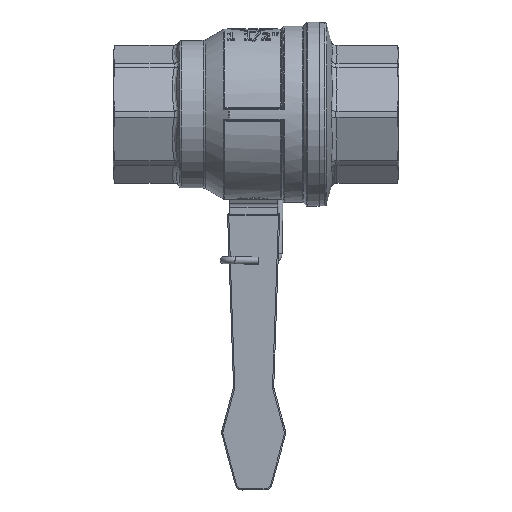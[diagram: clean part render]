
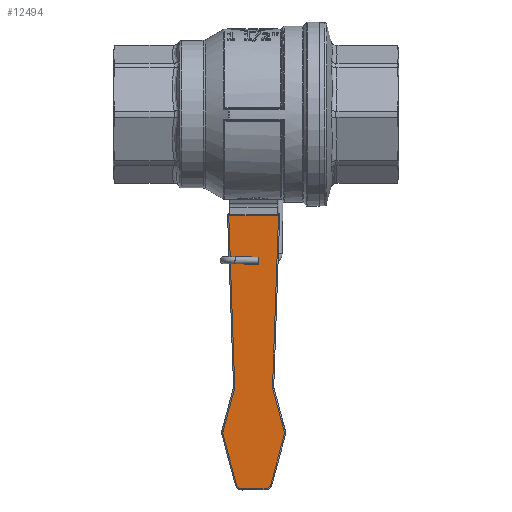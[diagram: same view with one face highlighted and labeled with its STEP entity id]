
A CAD part, front view. The second image highlights one B-rep face of the part: STEP entity #12494.
In plain terms, the highlighted planar face has unit normal (0, -0.999, -0.035).
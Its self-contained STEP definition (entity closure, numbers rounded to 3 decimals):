
#690=B_SPLINE_CURVE_WITH_KNOTS('',3,(#27261,#27262,#27263,#27264),
 .UNSPECIFIED.,.F.,.F.,(4,4),(0.465,0.502),
 .UNSPECIFIED.);
#691=B_SPLINE_CURVE_WITH_KNOTS('',3,(#27265,#27266,#27267,#27268,#27269,
#27270,#27271,#27272),.UNSPECIFIED.,.F.,.F.,(4,2,2,4),(0.502,
0.524,0.549,0.555),.UNSPECIFIED.);
#1188=PLANE('',#13430);
#1822=FACE_OUTER_BOUND('',#2555,.T.);
#2555=EDGE_LOOP('',(#10663,#10664,#10665,#10666,#10667,#10668,#10669,#10670,
#10671,#10672,#10673,#10674,#10675,#10676,#10677,#10678,#10679));
#3323=LINE('',#27016,#4087);
#3338=LINE('',#27119,#4102);
#3340=LINE('',#27131,#4104);
#3342=LINE('',#27143,#4106);
#3344=LINE('',#27155,#4108);
#3346=LINE('',#27167,#4110);
#3348=LINE('',#27179,#4112);
#3350=LINE('',#27208,#4114);
#3351=LINE('',#27210,#4115);
#4087=VECTOR('',#15762,10.);
#4102=VECTOR('',#15879,10.);
#4104=VECTOR('',#15893,10.);
#4106=VECTOR('',#15907,10.);
#4108=VECTOR('',#15921,10.);
#4110=VECTOR('',#15935,10.);
#4112=VECTOR('',#15949,10.);
#4114=VECTOR('',#15961,10.);
#4115=VECTOR('',#15964,10.);
#4478=CIRCLE('',#13384,1.507);
#4482=CIRCLE('',#13390,2.507);
#4486=CIRCLE('',#13396,2.509);
#4490=CIRCLE('',#13402,2.509);
#4494=CIRCLE('',#13408,2.507);
#4498=CIRCLE('',#13414,1.507);
#5551=VERTEX_POINT('',#26992);
#5553=VERTEX_POINT('',#27015);
#5555=VERTEX_POINT('',#27021);
#5575=VERTEX_POINT('',#27115);
#5577=VERTEX_POINT('',#27121);
#5579=VERTEX_POINT('',#27127);
#5581=VERTEX_POINT('',#27133);
#5583=VERTEX_POINT('',#27139);
#5585=VERTEX_POINT('',#27145);
#5587=VERTEX_POINT('',#27151);
#5589=VERTEX_POINT('',#27157);
#5591=VERTEX_POINT('',#27163);
#5593=VERTEX_POINT('',#27169);
#5595=VERTEX_POINT('',#27175);
#5597=VERTEX_POINT('',#27181);
#5600=VERTEX_POINT('',#27188);
#5603=VERTEX_POINT('',#27260);
#7217=EDGE_CURVE('',#5551,#5553,#3323,.T.);
#7263=EDGE_CURVE('',#5555,#5575,#3338,.T.);
#7266=EDGE_CURVE('',#5575,#5577,#4478,.T.);
#7269=EDGE_CURVE('',#5577,#5579,#3340,.T.);
#7272=EDGE_CURVE('',#5579,#5581,#4482,.T.);
#7275=EDGE_CURVE('',#5581,#5583,#3342,.T.);
#7278=EDGE_CURVE('',#5583,#5585,#4486,.T.);
#7281=EDGE_CURVE('',#5585,#5587,#3344,.T.);
#7284=EDGE_CURVE('',#5587,#5589,#4490,.T.);
#7287=EDGE_CURVE('',#5589,#5591,#3346,.T.);
#7290=EDGE_CURVE('',#5591,#5593,#4494,.T.);
#7293=EDGE_CURVE('',#5593,#5595,#3348,.T.);
#7296=EDGE_CURVE('',#5595,#5597,#4498,.T.);
#7299=EDGE_CURVE('',#5597,#5600,#3350,.T.);
#7300=EDGE_CURVE('',#5553,#5555,#3351,.T.);
#7318=EDGE_CURVE('',#5600,#5603,#690,.T.);
#7319=EDGE_CURVE('',#5603,#5551,#691,.T.);
#10663=ORIENTED_EDGE('',*,*,#7318,.F.);
#10664=ORIENTED_EDGE('',*,*,#7299,.F.);
#10665=ORIENTED_EDGE('',*,*,#7296,.F.);
#10666=ORIENTED_EDGE('',*,*,#7293,.F.);
#10667=ORIENTED_EDGE('',*,*,#7290,.F.);
#10668=ORIENTED_EDGE('',*,*,#7287,.F.);
#10669=ORIENTED_EDGE('',*,*,#7284,.F.);
#10670=ORIENTED_EDGE('',*,*,#7281,.F.);
#10671=ORIENTED_EDGE('',*,*,#7278,.F.);
#10672=ORIENTED_EDGE('',*,*,#7275,.F.);
#10673=ORIENTED_EDGE('',*,*,#7272,.F.);
#10674=ORIENTED_EDGE('',*,*,#7269,.F.);
#10675=ORIENTED_EDGE('',*,*,#7266,.F.);
#10676=ORIENTED_EDGE('',*,*,#7263,.F.);
#10677=ORIENTED_EDGE('',*,*,#7300,.F.);
#10678=ORIENTED_EDGE('',*,*,#7217,.F.);
#10679=ORIENTED_EDGE('',*,*,#7319,.F.);
#12494=ADVANCED_FACE('',(#1822),#1188,.F.);
#13384=AXIS2_PLACEMENT_3D('',#27125,#15886,#15887);
#13390=AXIS2_PLACEMENT_3D('',#27137,#15900,#15901);
#13396=AXIS2_PLACEMENT_3D('',#27149,#15914,#15915);
#13402=AXIS2_PLACEMENT_3D('',#27161,#15928,#15929);
#13408=AXIS2_PLACEMENT_3D('',#27173,#15942,#15943);
#13414=AXIS2_PLACEMENT_3D('',#27185,#15956,#15957);
#13430=AXIS2_PLACEMENT_3D('',#27259,#16004,#16005);
#15762=DIRECTION('',(-0.035,-0.035,0.999));
#15879=DIRECTION('',(-0.035,0.035,-0.999));
#15886=DIRECTION('center_axis',(0.,-0.999,
-0.035));
#15887=DIRECTION('ref_axis',(-0.994,0.004,-0.113));
#15893=DIRECTION('',(0.259,0.034,-0.965));
#15900=DIRECTION('center_axis',(0.,0.999,
0.035));
#15901=DIRECTION('ref_axis',(1.,0.,0.));
#15907=DIRECTION('',(-0.259,0.034,-0.965));
#15914=DIRECTION('center_axis',(0.,0.999,
0.035));
#15915=DIRECTION('ref_axis',(0.609,0.028,-0.793));
#15921=DIRECTION('',(-1.,0.,0.));
#15928=DIRECTION('center_axis',(0.,0.999,
0.035));
#15929=DIRECTION('ref_axis',(-0.609,0.028,-0.793));
#15935=DIRECTION('',(-0.259,-0.034,0.965));
#15942=DIRECTION('center_axis',(0.,0.999,
0.035));
#15943=DIRECTION('ref_axis',(-1.,0.,0.));
#15949=DIRECTION('',(0.259,-0.034,0.965));
#15956=DIRECTION('center_axis',(0.,-0.999,
-0.035));
#15957=DIRECTION('ref_axis',(0.994,0.004,-0.113));
#15961=DIRECTION('',(-0.035,-0.035,0.999));
#15964=DIRECTION('',(1.,0.,0.));
#16004=DIRECTION('center_axis',(0.,0.999,
0.035));
#16005=DIRECTION('ref_axis',(0.,0.035,-0.999));
#26992=CARTESIAN_POINT('',(-35.504,55.917,-60.801));
#27015=CARTESIAN_POINT('',(-36.145,55.277,-42.485));
#27016=CARTESIAN_POINT('',(-36.383,55.04,-35.686));
#27021=CARTESIAN_POINT('',(-15.23,55.277,-42.483));
#27115=CARTESIAN_POINT('',(-17.749,57.798,-114.687));
#27119=CARTESIAN_POINT('',(-14.999,55.045,-35.854));
#27121=CARTESIAN_POINT('',(-17.698,57.814,-115.129));
#27125=CARTESIAN_POINT('Origin',(-16.243,57.8,-114.74));
#27127=CARTESIAN_POINT('',(-12.831,58.448,-133.279));
#27131=CARTESIAN_POINT('',(-22.635,57.171,-96.723));
#27133=CARTESIAN_POINT('',(-12.831,58.493,-134.576));
#27137=CARTESIAN_POINT('Origin',(-15.252,58.47,-133.928));
#27139=CARTESIAN_POINT('',(-18.454,59.226,-155.555));
#27143=CARTESIAN_POINT('',(-6.619,57.684,-111.404));
#27145=CARTESIAN_POINT('',(-20.877,59.29,-157.414));
#27149=CARTESIAN_POINT('Origin',(-20.877,59.203,-154.906));
#27151=CARTESIAN_POINT('',(-30.483,59.29,-157.414));
#27155=CARTESIAN_POINT('',(-28.662,59.29,-157.414));
#27157=CARTESIAN_POINT('',(-32.907,59.226,-155.556));
#27161=CARTESIAN_POINT('Origin',(-30.484,59.203,-154.907));
#27163=CARTESIAN_POINT('',(-38.533,58.493,-134.578));
#27167=CARTESIAN_POINT('',(-47.638,57.307,-100.627));
#27169=CARTESIAN_POINT('',(-38.533,58.448,-133.281));
#27173=CARTESIAN_POINT('Origin',(-36.112,58.47,-133.929));
#27175=CARTESIAN_POINT('',(-33.668,57.814,-115.13));
#27179=CARTESIAN_POINT('',(-26.379,56.864,-87.938));
#27181=CARTESIAN_POINT('',(-33.618,57.798,-114.688));
#27185=CARTESIAN_POINT('Origin',(-35.123,57.8,-114.741));
#27188=CARTESIAN_POINT('',(-35.472,55.948,-61.707));
#27208=CARTESIAN_POINT('',(-36.383,55.04,-35.686));
#27210=CARTESIAN_POINT('',(-26.269,55.277,-42.484));
#27259=CARTESIAN_POINT('Origin',(-26.848,55.842,-58.668));
#27260=CARTESIAN_POINT('',(-35.369,55.935,-61.34));
#27261=CARTESIAN_POINT('Ctrl Pts',(-35.472,55.948,-61.707));
#27262=CARTESIAN_POINT('Ctrl Pts',(-35.416,55.944,-61.592));
#27263=CARTESIAN_POINT('Ctrl Pts',(-35.377,55.94,-61.46));
#27264=CARTESIAN_POINT('Ctrl Pts',(-35.369,55.935,-61.34));
#27265=CARTESIAN_POINT('Ctrl Pts',(-35.369,55.935,-61.34));
#27266=CARTESIAN_POINT('Ctrl Pts',(-35.364,55.933,-61.265));
#27267=CARTESIAN_POINT('Ctrl Pts',(-35.371,55.93,-61.174));
#27268=CARTESIAN_POINT('Ctrl Pts',(-35.404,55.924,-61.018));
#27269=CARTESIAN_POINT('Ctrl Pts',(-35.439,55.921,-60.925));
#27270=CARTESIAN_POINT('Ctrl Pts',(-35.485,55.918,-60.835));
#27271=CARTESIAN_POINT('Ctrl Pts',(-35.494,55.917,-60.818));
#27272=CARTESIAN_POINT('Ctrl Pts',(-35.504,55.917,-60.801));
